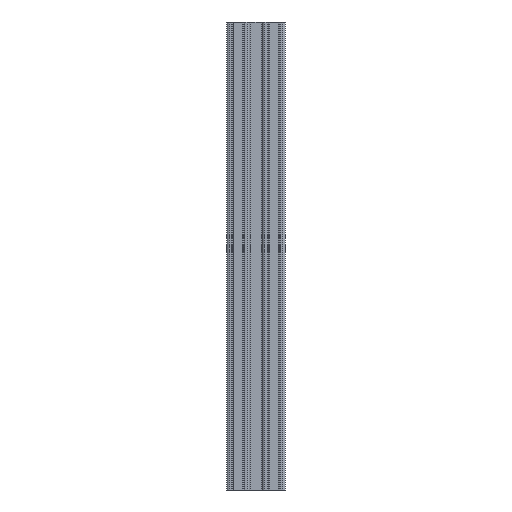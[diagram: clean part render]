
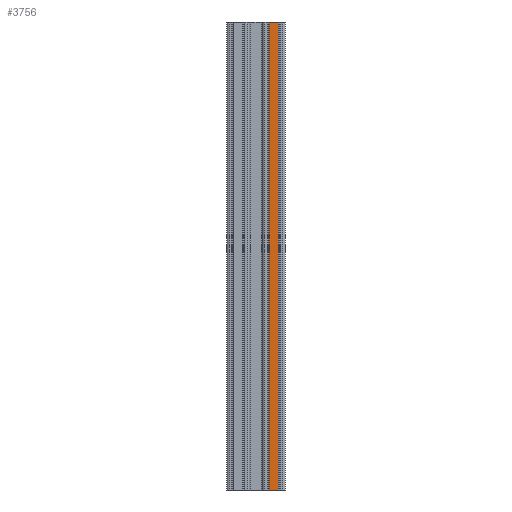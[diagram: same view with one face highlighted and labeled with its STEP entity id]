
A CAD part, left-side view. The second image highlights one B-rep face of the part: STEP entity #3756.
In plain terms, the highlighted planar face has unit normal (-1, 0, 0).
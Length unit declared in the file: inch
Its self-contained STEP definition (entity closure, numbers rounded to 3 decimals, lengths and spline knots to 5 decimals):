
#59 = EDGE_CURVE ( 'NONE', #2820, #3755, #4117, .T. ) ;
#120 = DIRECTION ( 'NONE',  ( 0., 0., -1. ) ) ;
#265 = LINE ( 'NONE', #2570, #3802 ) ;
#406 = CARTESIAN_POINT ( 'NONE',  ( -0.75, -0.575, 6. ) ) ;
#417 = DIRECTION ( 'NONE',  ( 0., -1., 0. ) ) ;
#525 = ORIENTED_EDGE ( 'NONE', *, *, #2960, .F. ) ;
#801 = DIRECTION ( 'NONE',  ( 0., -1., 0. ) ) ;
#971 = ORIENTED_EDGE ( 'NONE', *, *, #59, .F. ) ;
#1071 = AXIS2_PLACEMENT_3D ( 'NONE', #1963, #4208, #120 ) ;
#1963 = CARTESIAN_POINT ( 'NONE',  ( -0.75, -0.75, 6. ) ) ;
#1985 = LINE ( 'NONE', #4554, #3444 ) ;
#2021 = CARTESIAN_POINT ( 'NONE',  ( -0.75, -0.575, -6. ) ) ;
#2062 = VERTEX_POINT ( 'NONE', #2021 ) ;
#2112 = VECTOR ( 'NONE', #417, 39.37008 ) ;
#2174 = EDGE_CURVE ( 'NONE', #2062, #5749, #1985, .T. ) ;
#2337 = ORIENTED_EDGE ( 'NONE', *, *, #2439, .T. ) ;
#2439 = EDGE_CURVE ( 'NONE', #2820, #2062, #3810, .T. ) ;
#2570 = CARTESIAN_POINT ( 'NONE',  ( -0.75, -0.75, 6. ) ) ;
#2817 = DIRECTION ( 'NONE',  ( 0., 0., 1. ) ) ;
#2820 = VERTEX_POINT ( 'NONE', #4728 ) ;
#2854 = PLANE ( 'NONE',  #1071 ) ;
#2960 = EDGE_CURVE ( 'NONE', #3755, #5749, #265, .T. ) ;
#3113 = CARTESIAN_POINT ( 'NONE',  ( -0.75, -0.75, -6. ) ) ;
#3444 = VECTOR ( 'NONE', #5854, 39.37008 ) ;
#3755 = VERTEX_POINT ( 'NONE', #5608 ) ;
#3756 = ADVANCED_FACE ( 'NONE', ( #4572 ), #2854, .F. ) ;
#3781 = ORIENTED_EDGE ( 'NONE', *, *, #2174, .T. ) ;
#3802 = VECTOR ( 'NONE', #801, 39.37008 ) ;
#3810 = LINE ( 'NONE', #3113, #2112 ) ;
#4117 = LINE ( 'NONE', #4226, #5491 ) ;
#4208 = DIRECTION ( 'NONE',  ( 1., 0., 0. ) ) ;
#4226 = CARTESIAN_POINT ( 'NONE',  ( -0.75, -0.335, -6. ) ) ;
#4554 = CARTESIAN_POINT ( 'NONE',  ( -0.75, -0.575, -6. ) ) ;
#4572 = FACE_OUTER_BOUND ( 'NONE', #4972, .T. ) ;
#4728 = CARTESIAN_POINT ( 'NONE',  ( -0.75, -0.335, -6. ) ) ;
#4972 = EDGE_LOOP ( 'NONE', ( #525, #971, #2337, #3781 ) ) ;
#5491 = VECTOR ( 'NONE', #2817, 39.37008 ) ;
#5608 = CARTESIAN_POINT ( 'NONE',  ( -0.75, -0.335, 6. ) ) ;
#5749 = VERTEX_POINT ( 'NONE', #406 ) ;
#5854 = DIRECTION ( 'NONE',  ( 0., 0., 1. ) ) ;
